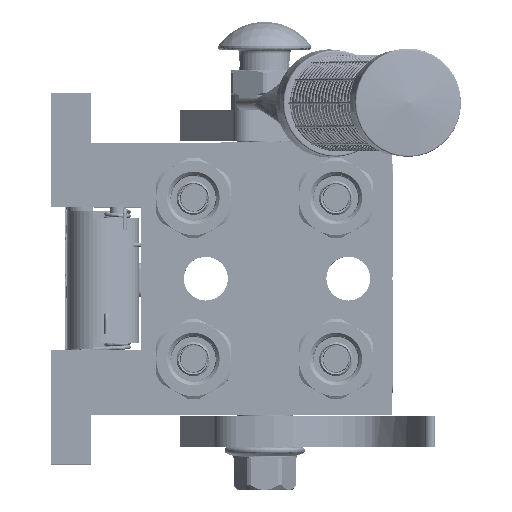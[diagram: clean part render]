
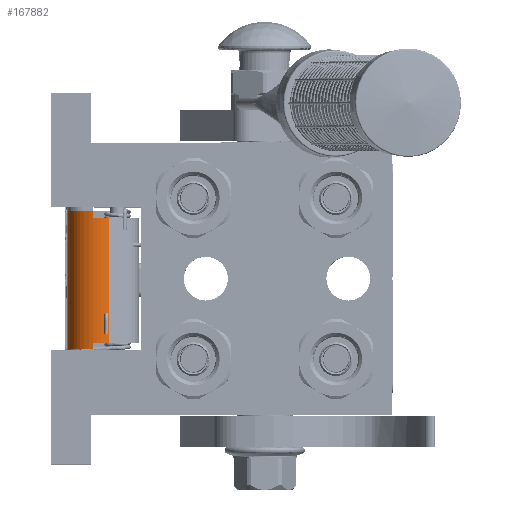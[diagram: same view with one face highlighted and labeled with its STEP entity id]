
A CAD part, top view. The second image highlights one B-rep face of the part: STEP entity #167882.
In plain terms, the highlighted cylindrical face has radius 9.5 mm (diameter 19 mm), a partial arc.
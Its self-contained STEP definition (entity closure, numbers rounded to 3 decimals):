
#1933 = LINE ( 'NONE', #148462, #78013 ) ;
#5095 = DIRECTION ( 'NONE',  ( 1., 0., 0. ) ) ;
#8006 = CARTESIAN_POINT ( 'NONE',  ( -22.25, -1.5, -47.5 ) ) ;
#14395 = CIRCLE ( 'NONE', #116192, 9.5 ) ;
#23270 = LINE ( 'NONE', #193479, #32782 ) ;
#25291 = ORIENTED_EDGE ( 'NONE', *, *, #84769, .T. ) ;
#27748 = CARTESIAN_POINT ( 'NONE',  ( -22.25, 0., -56.881 ) ) ;
#27904 = DIRECTION ( 'NONE',  ( 0., -0.385, -0.923 ) ) ;
#32782 = VECTOR ( 'NONE', #192155, 1000. ) ;
#34958 = DIRECTION ( 'NONE',  ( 1., 0., 0. ) ) ;
#37803 = CARTESIAN_POINT ( 'NONE',  ( 20.25, 0., -56.881 ) ) ;
#43321 = AXIS2_PLACEMENT_3D ( 'NONE', #79821, #183981, #92518 ) ;
#45936 = CARTESIAN_POINT ( 'NONE',  ( 20.25, -5.154, -56.269 ) ) ;
#47525 = FACE_OUTER_BOUND ( 'NONE', #76993, .T. ) ;
#50863 = CARTESIAN_POINT ( 'NONE',  ( 22.25, -1.5, -47.5 ) ) ;
#51617 = CARTESIAN_POINT ( 'NONE',  ( 20.25, -1.5, -47.5 ) ) ;
#56318 = CARTESIAN_POINT ( 'NONE',  ( -20.25, 0., -56.881 ) ) ;
#57056 = CIRCLE ( 'NONE', #94304, 9.5 ) ;
#58993 = EDGE_CURVE ( 'NONE', #163069, #195272, #23270, .T. ) ;
#59039 = EDGE_CURVE ( 'NONE', #163332, #156105, #1933, .T. ) ;
#59909 = ORIENTED_EDGE ( 'NONE', *, *, #168148, .T. ) ;
#61195 = ORIENTED_EDGE ( 'NONE', *, *, #79924, .F. ) ;
#64160 = CARTESIAN_POINT ( 'NONE',  ( -20.25, -5.154, -56.269 ) ) ;
#64801 = CARTESIAN_POINT ( 'NONE',  ( -22.25, 8., -47.5 ) ) ;
#74557 = VERTEX_POINT ( 'NONE', #45936 ) ;
#76993 = EDGE_LOOP ( 'NONE', ( #130426, #25291, #84577, #59909, #197000, #61195, #141751, #98315 ) ) ;
#78013 = VECTOR ( 'NONE', #164370, 1000. ) ;
#78024 = CARTESIAN_POINT ( 'NONE',  ( -20.25, -5.154, -56.269 ) ) ;
#79821 = CARTESIAN_POINT ( 'NONE',  ( -22.25, -1.5, -47.5 ) ) ;
#79924 = EDGE_CURVE ( 'NONE', #195272, #186804, #14395, .T. ) ;
#81333 = CARTESIAN_POINT ( 'NONE',  ( -22.25, 8., -47.5 ) ) ;
#84577 = ORIENTED_EDGE ( 'NONE', *, *, #59039, .F. ) ;
#84769 = EDGE_CURVE ( 'NONE', #185610, #156105, #127738, .T. ) ;
#92518 = DIRECTION ( 'NONE',  ( 0., -1., 0. ) ) ;
#92812 = CYLINDRICAL_SURFACE ( 'NONE', #43321, 9.5 ) ;
#93448 = CARTESIAN_POINT ( 'NONE',  ( 22.25, 8., -47.5 ) ) ;
#94304 = AXIS2_PLACEMENT_3D ( 'NONE', #8006, #99704, #100990 ) ;
#98315 = ORIENTED_EDGE ( 'NONE', *, *, #161006, .F. ) ;
#98725 = EDGE_CURVE ( 'NONE', #143114, #186804, #121366, .T. ) ;
#99704 = DIRECTION ( 'NONE',  ( 1., 0., 0. ) ) ;
#100990 = DIRECTION ( 'NONE',  ( 0., 0.158, -0.987 ) ) ;
#114089 = AXIS2_PLACEMENT_3D ( 'NONE', #51617, #157990, #175104 ) ;
#116192 = AXIS2_PLACEMENT_3D ( 'NONE', #50863, #5095, #172434 ) ;
#121366 = LINE ( 'NONE', #64801, #171022 ) ;
#127738 = CIRCLE ( 'NONE', #135659, 9.5 ) ;
#130426 = ORIENTED_EDGE ( 'NONE', *, *, #182643, .F. ) ;
#131198 = VECTOR ( 'NONE', #34958, 1000. ) ;
#134151 = DIRECTION ( 'NONE',  ( 1., 0., 0. ) ) ;
#135659 = AXIS2_PLACEMENT_3D ( 'NONE', #148169, #134151, #27904 ) ;
#138201 = CARTESIAN_POINT ( 'NONE',  ( 22.25, 0., -56.881 ) ) ;
#141218 = DIRECTION ( 'NONE',  ( 1., 0., 0. ) ) ;
#141751 = ORIENTED_EDGE ( 'NONE', *, *, #58993, .F. ) ;
#143114 = VERTEX_POINT ( 'NONE', #81333 ) ;
#148169 = CARTESIAN_POINT ( 'NONE',  ( -20.25, -1.5, -47.5 ) ) ;
#148462 = CARTESIAN_POINT ( 'NONE',  ( -22.25, 0., -56.881 ) ) ;
#156105 = VERTEX_POINT ( 'NONE', #56318 ) ;
#157990 = DIRECTION ( 'NONE',  ( 1., 0., 0. ) ) ;
#161006 = EDGE_CURVE ( 'NONE', #74557, #163069, #172892, .T. ) ;
#163069 = VERTEX_POINT ( 'NONE', #37803 ) ;
#163332 = VERTEX_POINT ( 'NONE', #27748 ) ;
#164370 = DIRECTION ( 'NONE',  ( 1., 0., 0. ) ) ;
#167882 = ADVANCED_FACE ( 'NONE', ( #47525 ), #92812, .T. ) ;
#168148 = EDGE_CURVE ( 'NONE', #163332, #143114, #57056, .T. ) ;
#171022 = VECTOR ( 'NONE', #141218, 1000. ) ;
#172434 = DIRECTION ( 'NONE',  ( 0., 0.158, -0.987 ) ) ;
#172892 = CIRCLE ( 'NONE', #114089, 9.5 ) ;
#175104 = DIRECTION ( 'NONE',  ( 0., -0.385, -0.923 ) ) ;
#182643 = EDGE_CURVE ( 'NONE', #185610, #74557, #185797, .T. ) ;
#183981 = DIRECTION ( 'NONE',  ( -1., 0., 0. ) ) ;
#185610 = VERTEX_POINT ( 'NONE', #78024 ) ;
#185797 = LINE ( 'NONE', #64160, #131198 ) ;
#186804 = VERTEX_POINT ( 'NONE', #93448 ) ;
#192155 = DIRECTION ( 'NONE',  ( 1., 0., 0. ) ) ;
#193479 = CARTESIAN_POINT ( 'NONE',  ( 20.25, 0., -56.881 ) ) ;
#195272 = VERTEX_POINT ( 'NONE', #138201 ) ;
#197000 = ORIENTED_EDGE ( 'NONE', *, *, #98725, .T. ) ;
